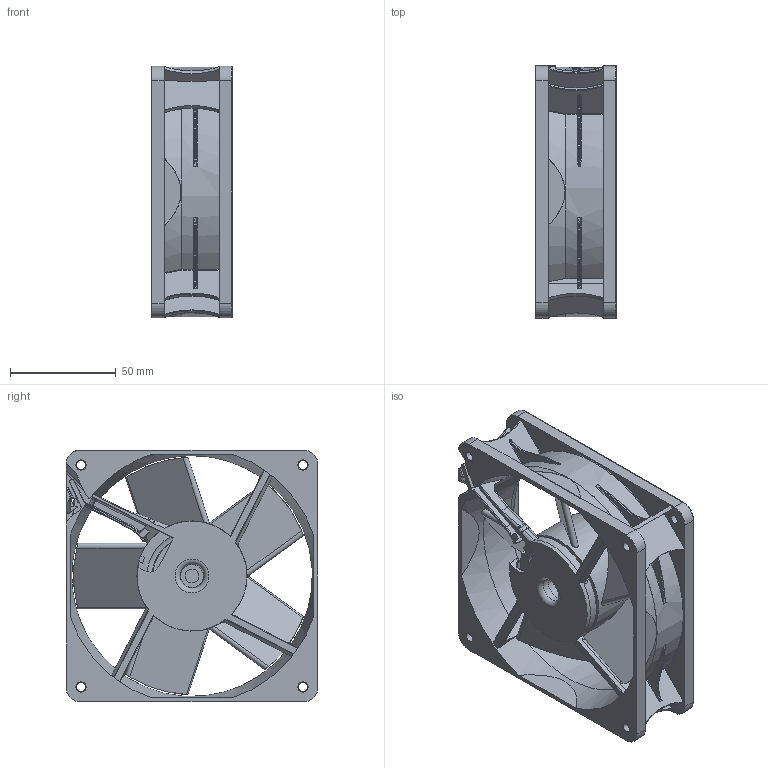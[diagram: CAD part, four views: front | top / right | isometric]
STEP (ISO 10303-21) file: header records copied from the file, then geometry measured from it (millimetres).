
FILE_DESCRIPTION(/* description */ (''),/* implementation_level */ '2;1');
FILE_NAME(/* name */ 'ELEC_LargeFan_4412 ML.ipt.stp',/* time_stamp */ '2016-01-07T16:39:21-08:00',/* author */ ('Autodesk Inc.'),/* organization */ ('Autodesk Inc.'),/* preprocessor_version */ 'ST-DEVELOPER v16.1',/* originating_system */ 'Autodesk Inventor 2016',/* authorisation */ '');
FILE_SCHEMA (('AUTOMOTIVE_DESIGN { 1 0 10303 214 3 1 1 }'));
Products named in the file (1): ELEC_LargeFan_4412 ML
Bounding box: 38.15 x 119 x 119 mm (x, y, z)
Volume: 110470.6 mm3; surface area: 84387.3 mm2
Topology: 2 solids, 2 shells, 968 faces, 2537 edges, 1573 vertices
Faces by surface type: plane 293, bspline 278, cylinder 247, torus 106, cone 24, sphere 20
Full cylindrical faces by diameter (mm): 4.3 x8, 6.6 x1, 11.4 x1, 42.4 x1, 44.1 x1, 52 x1, 113.8 x1
Entity records: 47919 total; most frequent: CARTESIAN_POINT 25177, ORIENTED_EDGE 4934, DIRECTION 3890, EDGE_CURVE 2467, VERTEX_POINT 1559, AXIS2_PLACEMENT_3D 1500, EDGE_LOOP 1050, STYLED_ITEM 970
